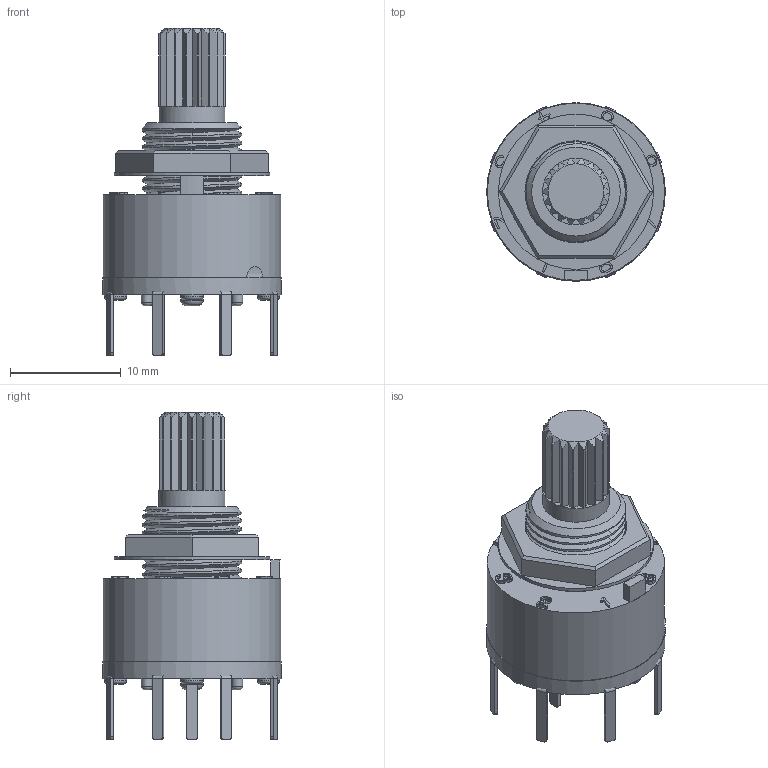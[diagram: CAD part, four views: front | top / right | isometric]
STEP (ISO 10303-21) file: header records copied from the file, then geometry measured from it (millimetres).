
FILE_DESCRIPTION(('FreeCAD Model'),'2;1');
FILE_NAME('Daier RS16-2-4-15VP.step','2019-06-22T17:07:40',('Author'),(''), 'Open CASCADE STEP processor 7.3','FreeCAD','Unknown');
FILE_SCHEMA(('AUTOMOTIVE_DESIGN { 1 0 10303 214 1 1 1 1 }'));
Length unit declared in the file: millimetre
Products named in the file (26): Pin_Throw_A2; Pin_Throw_A3; Pin_Throw_A4; Pin_Throw_B4; Pin_Throw_B3; Pin_Throw_B2; Pin_Throw_B1; Washer; BottomPad4; Nut; BottomPad3; BottomPad2; MainBody; Pin_Throw_A1; Pin_Pole_B; Pin_Pole_A; String_2; String_1; String_5; String_4; String_3; String_8; String_6; BottomBody; String_7; BottomPad
Bounding box: 16.1 x 16.1 x 29.5 mm (x, y, z)
Volume: 2574.5 mm3; surface area: 2470 mm2
Topology: 26 solids, 26 shells, 532 faces, 1286 edges, 826 vertices
Faces by surface type: plane 261, extrusion 154, cylinder 68, bspline 21, cone 19, torus 9
Full cylindrical faces by diameter (mm): 0.5 x12, 1 x4, 2 x5, 6 x1, 9 x7, 9.2 x2, 14 x1, 16 x1, 16.1 x1
Entity records: 19098 total; most frequent: CARTESIAN_POINT 6793, ORIENTED_EDGE 2572, DIRECTION 2001, EDGE_CURVE 1286, VECTOR 827, VERTEX_POINT 826, LINE 673, AXIS2_PLACEMENT_3D 587
